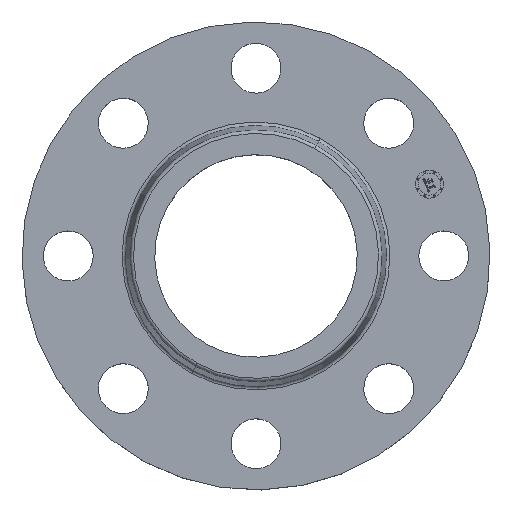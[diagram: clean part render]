
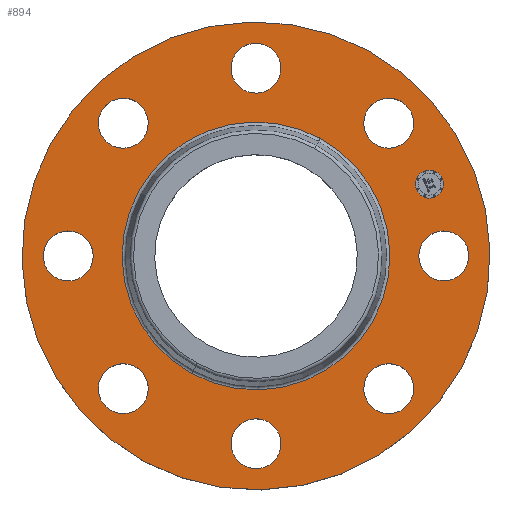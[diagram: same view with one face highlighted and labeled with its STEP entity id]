
A CAD part, top view. The second image highlights one B-rep face of the part: STEP entity #894.
In plain terms, the highlighted planar face has unit normal (0, 0, 1).
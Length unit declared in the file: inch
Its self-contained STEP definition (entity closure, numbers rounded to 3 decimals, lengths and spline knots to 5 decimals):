
#65=AXIS2_PLACEMENT_3D('Circle Axis2P3D',#63,#64,$) ;
#82=AXIS2_PLACEMENT_3D('Circle Axis2P3D',#80,#81,$) ;
#115=AXIS2_PLACEMENT_3D('Circle Axis2P3D',#113,#114,$) ;
#139=AXIS2_PLACEMENT_3D('Circle Axis2P3D',#137,#138,$) ;
#156=AXIS2_PLACEMENT_3D('Circle Axis2P3D',#154,#155,$) ;
#191=AXIS2_PLACEMENT_3D('Circle Axis2P3D',#189,#190,$) ;
#551=AXIS2_PLACEMENT_3D('Circle Axis2P3D',#549,#550,$) ;
#563=AXIS2_PLACEMENT_3D('Circle Axis2P3D',#561,#562,$) ;
#594=AXIS2_PLACEMENT_3D('Circle Axis2P3D',#592,#593,$) ;
#606=AXIS2_PLACEMENT_3D('Circle Axis2P3D',#604,#605,$) ;
#637=AXIS2_PLACEMENT_3D('Circle Axis2P3D',#635,#636,$) ;
#649=AXIS2_PLACEMENT_3D('Circle Axis2P3D',#647,#648,$) ;
#680=AXIS2_PLACEMENT_3D('Circle Axis2P3D',#678,#679,$) ;
#692=AXIS2_PLACEMENT_3D('Circle Axis2P3D',#690,#691,$) ;
#723=AXIS2_PLACEMENT_3D('Circle Axis2P3D',#721,#722,$) ;
#735=AXIS2_PLACEMENT_3D('Circle Axis2P3D',#733,#734,$) ;
#766=AXIS2_PLACEMENT_3D('Circle Axis2P3D',#764,#765,$) ;
#778=AXIS2_PLACEMENT_3D('Circle Axis2P3D',#776,#777,$) ;
#809=AXIS2_PLACEMENT_3D('Circle Axis2P3D',#807,#808,$) ;
#821=AXIS2_PLACEMENT_3D('Circle Axis2P3D',#819,#820,$) ;
#834=AXIS2_PLACEMENT_3D('Plane Axis2P3D',#831,#832,#833) ;
#878=AXIS2_PLACEMENT_3D('Circle Axis2P3D',#876,#877,$) ;
#887=AXIS2_PLACEMENT_3D('Circle Axis2P3D',#885,#886,$) ;
#46=CARTESIAN_POINT('Vertex',(2.92386,0.21095,1.06)) ;
#60=CARTESIAN_POINT('Vertex',(3.69614,-0.21095,1.06)) ;
#63=CARTESIAN_POINT('Axis2P3D Location',(3.31,0.,1.06)) ;
#80=CARTESIAN_POINT('Axis2P3D Location',(3.31,0.,1.06)) ;
#110=CARTESIAN_POINT('Vertex',(-1.97763,-3.62003,1.06)) ;
#113=CARTESIAN_POINT('Axis2P3D Location',(0.,0.,1.06)) ;
#117=CARTESIAN_POINT('Vertex',(1.97763,3.62003,1.06)) ;
#137=CARTESIAN_POINT('Axis2P3D Location',(0.,0.,1.06)) ;
#154=CARTESIAN_POINT('Axis2P3D Location',(0.,0.,1.06)) ;
#158=CARTESIAN_POINT('Vertex',(1.13161,2.0714,1.06)) ;
#160=CARTESIAN_POINT('Vertex',(-1.13161,-2.0714,1.06)) ;
#189=CARTESIAN_POINT('Axis2P3D Location',(0.,0.,1.06)) ;
#539=CARTESIAN_POINT('Vertex',(-2.21665,1.91832,1.06)) ;
#546=CARTESIAN_POINT('Vertex',(-2.4644,2.76273,1.06)) ;
#549=CARTESIAN_POINT('Axis2P3D Location',(-2.34052,2.34052,1.06)) ;
#561=CARTESIAN_POINT('Axis2P3D Location',(-2.34052,2.34052,1.06)) ;
#582=CARTESIAN_POINT('Vertex',(0.21095,-2.92386,1.06)) ;
#589=CARTESIAN_POINT('Vertex',(-0.21095,-3.69614,1.06)) ;
#592=CARTESIAN_POINT('Axis2P3D Location',(0.,-3.31,1.06)) ;
#604=CARTESIAN_POINT('Axis2P3D Location',(0.,-3.31,1.06)) ;
#625=CARTESIAN_POINT('Vertex',(-0.21095,2.92386,1.06)) ;
#632=CARTESIAN_POINT('Vertex',(0.21095,3.69614,1.06)) ;
#635=CARTESIAN_POINT('Axis2P3D Location',(0.,3.31,1.06)) ;
#647=CARTESIAN_POINT('Axis2P3D Location',(0.,3.31,1.06)) ;
#668=CARTESIAN_POINT('Vertex',(-1.91832,-2.21665,1.06)) ;
#675=CARTESIAN_POINT('Vertex',(-2.76273,-2.4644,1.06)) ;
#678=CARTESIAN_POINT('Axis2P3D Location',(-2.34052,-2.34052,1.06)) ;
#690=CARTESIAN_POINT('Axis2P3D Location',(-2.34052,-2.34052,1.06)) ;
#711=CARTESIAN_POINT('Vertex',(1.91832,2.21665,1.06)) ;
#718=CARTESIAN_POINT('Vertex',(2.76273,2.4644,1.06)) ;
#721=CARTESIAN_POINT('Axis2P3D Location',(2.34052,2.34052,1.06)) ;
#733=CARTESIAN_POINT('Axis2P3D Location',(2.34052,2.34052,1.06)) ;
#754=CARTESIAN_POINT('Vertex',(-2.92386,-0.21095,1.06)) ;
#761=CARTESIAN_POINT('Vertex',(-3.69614,0.21095,1.06)) ;
#764=CARTESIAN_POINT('Axis2P3D Location',(-3.31,0.,1.06)) ;
#776=CARTESIAN_POINT('Axis2P3D Location',(-3.31,0.,1.06)) ;
#797=CARTESIAN_POINT('Vertex',(2.21665,-1.91832,1.06)) ;
#804=CARTESIAN_POINT('Vertex',(2.4644,-2.76273,1.06)) ;
#807=CARTESIAN_POINT('Axis2P3D Location',(2.34052,-2.34052,1.06)) ;
#819=CARTESIAN_POINT('Axis2P3D Location',(2.34052,-2.34052,1.06)) ;
#831=CARTESIAN_POINT('Axis2P3D Location',(0.,4.125,1.06)) ;
#876=CARTESIAN_POINT('Axis2P3D Location',(3.05804,1.26668,1.06)) ;
#880=CARTESIAN_POINT('Vertex',(2.96333,1.49534,1.06)) ;
#882=CARTESIAN_POINT('Vertex',(3.15276,1.03802,1.06)) ;
#885=CARTESIAN_POINT('Axis2P3D Location',(3.05804,1.26668,1.06)) ;
#64=DIRECTION('Axis2P3D Direction',(0.,-0.,-0.039)) ;
#81=DIRECTION('Axis2P3D Direction',(0.,-0.,-0.039)) ;
#114=DIRECTION('Axis2P3D Direction',(0.,0.,-0.039)) ;
#138=DIRECTION('Axis2P3D Direction',(0.,0.,-0.039)) ;
#155=DIRECTION('Axis2P3D Direction',(0.,0.,-0.039)) ;
#190=DIRECTION('Axis2P3D Direction',(0.,0.,-0.039)) ;
#550=DIRECTION('Axis2P3D Direction',(0.,0.,-0.039)) ;
#562=DIRECTION('Axis2P3D Direction',(0.,0.,-0.039)) ;
#593=DIRECTION('Axis2P3D Direction',(0.,-0.,-0.039)) ;
#605=DIRECTION('Axis2P3D Direction',(0.,-0.,-0.039)) ;
#636=DIRECTION('Axis2P3D Direction',(0.,0.,-0.039)) ;
#648=DIRECTION('Axis2P3D Direction',(0.,0.,-0.039)) ;
#679=DIRECTION('Axis2P3D Direction',(-0.,0.,-0.039)) ;
#691=DIRECTION('Axis2P3D Direction',(-0.,0.,-0.039)) ;
#722=DIRECTION('Axis2P3D Direction',(0.,0.,-0.039)) ;
#734=DIRECTION('Axis2P3D Direction',(0.,0.,-0.039)) ;
#765=DIRECTION('Axis2P3D Direction',(-0.,0.,-0.039)) ;
#777=DIRECTION('Axis2P3D Direction',(-0.,0.,-0.039)) ;
#808=DIRECTION('Axis2P3D Direction',(0.,-0.,-0.039)) ;
#820=DIRECTION('Axis2P3D Direction',(0.,-0.,-0.039)) ;
#832=DIRECTION('Axis2P3D Direction',(0.,0.,-0.039)) ;
#833=DIRECTION('Axis2P3D XDirection',(0.039,0.,0.)) ;
#877=DIRECTION('Axis2P3D Direction',(0.,0.,-0.039)) ;
#886=DIRECTION('Axis2P3D Direction',(0.,0.,-0.039)) ;
#837=ORIENTED_EDGE('',*,*,#141,.F.) ;
#838=ORIENTED_EDGE('',*,*,#119,.F.) ;
#841=ORIENTED_EDGE('',*,*,#67,.T.) ;
#842=ORIENTED_EDGE('',*,*,#84,.T.) ;
#845=ORIENTED_EDGE('',*,*,#193,.T.) ;
#846=ORIENTED_EDGE('',*,*,#162,.T.) ;
#849=ORIENTED_EDGE('',*,*,#823,.T.) ;
#850=ORIENTED_EDGE('',*,*,#811,.T.) ;
#853=ORIENTED_EDGE('',*,*,#608,.T.) ;
#854=ORIENTED_EDGE('',*,*,#596,.T.) ;
#857=ORIENTED_EDGE('',*,*,#694,.T.) ;
#858=ORIENTED_EDGE('',*,*,#682,.T.) ;
#861=ORIENTED_EDGE('',*,*,#780,.T.) ;
#862=ORIENTED_EDGE('',*,*,#768,.T.) ;
#865=ORIENTED_EDGE('',*,*,#565,.T.) ;
#866=ORIENTED_EDGE('',*,*,#553,.T.) ;
#869=ORIENTED_EDGE('',*,*,#651,.T.) ;
#870=ORIENTED_EDGE('',*,*,#639,.T.) ;
#873=ORIENTED_EDGE('',*,*,#737,.T.) ;
#874=ORIENTED_EDGE('',*,*,#725,.T.) ;
#891=ORIENTED_EDGE('',*,*,#884,.T.) ;
#892=ORIENTED_EDGE('',*,*,#889,.T.) ;
#843=FACE_BOUND('',#840,.T.) ;
#847=FACE_BOUND('',#844,.T.) ;
#851=FACE_BOUND('',#848,.T.) ;
#855=FACE_BOUND('',#852,.T.) ;
#859=FACE_BOUND('',#856,.T.) ;
#863=FACE_BOUND('',#860,.T.) ;
#867=FACE_BOUND('',#864,.T.) ;
#871=FACE_BOUND('',#868,.T.) ;
#875=FACE_BOUND('',#872,.T.) ;
#893=FACE_BOUND('',#890,.T.) ;
#894=ADVANCED_FACE('PartBody',(#839,#843,#847,#851,#855,#859,#863,#867,#871,#875,#893),#835,.F.) ;
#66=CIRCLE('generated circle',#65,0.44) ;
#83=CIRCLE('generated circle',#82,0.44) ;
#116=CIRCLE('generated circle',#115,4.125) ;
#140=CIRCLE('generated circle',#139,4.125) ;
#157=CIRCLE('generated circle',#156,2.36035) ;
#192=CIRCLE('generated circle',#191,2.36035) ;
#552=CIRCLE('generated circle',#551,0.44) ;
#564=CIRCLE('generated circle',#563,0.44) ;
#595=CIRCLE('generated circle',#594,0.44) ;
#607=CIRCLE('generated circle',#606,0.44) ;
#638=CIRCLE('generated circle',#637,0.44) ;
#650=CIRCLE('generated circle',#649,0.44) ;
#681=CIRCLE('generated circle',#680,0.44) ;
#693=CIRCLE('generated circle',#692,0.44) ;
#724=CIRCLE('generated circle',#723,0.44) ;
#736=CIRCLE('generated circle',#735,0.44) ;
#767=CIRCLE('generated circle',#766,0.44) ;
#779=CIRCLE('generated circle',#778,0.44) ;
#810=CIRCLE('generated circle',#809,0.44) ;
#822=CIRCLE('generated circle',#821,0.44) ;
#879=CIRCLE('generated circle',#878,0.2475) ;
#888=CIRCLE('generated circle',#887,0.2475) ;
#67=EDGE_CURVE('',#47,#61,#66,.T.) ;
#84=EDGE_CURVE('',#61,#47,#83,.T.) ;
#119=EDGE_CURVE('',#111,#118,#116,.T.) ;
#141=EDGE_CURVE('',#118,#111,#140,.T.) ;
#162=EDGE_CURVE('',#159,#161,#157,.T.) ;
#193=EDGE_CURVE('',#161,#159,#192,.T.) ;
#553=EDGE_CURVE('',#540,#547,#552,.T.) ;
#565=EDGE_CURVE('',#547,#540,#564,.T.) ;
#596=EDGE_CURVE('',#583,#590,#595,.T.) ;
#608=EDGE_CURVE('',#590,#583,#607,.T.) ;
#639=EDGE_CURVE('',#626,#633,#638,.T.) ;
#651=EDGE_CURVE('',#633,#626,#650,.T.) ;
#682=EDGE_CURVE('',#669,#676,#681,.T.) ;
#694=EDGE_CURVE('',#676,#669,#693,.T.) ;
#725=EDGE_CURVE('',#712,#719,#724,.T.) ;
#737=EDGE_CURVE('',#719,#712,#736,.T.) ;
#768=EDGE_CURVE('',#755,#762,#767,.T.) ;
#780=EDGE_CURVE('',#762,#755,#779,.T.) ;
#811=EDGE_CURVE('',#798,#805,#810,.T.) ;
#823=EDGE_CURVE('',#805,#798,#822,.T.) ;
#884=EDGE_CURVE('',#881,#883,#879,.T.) ;
#889=EDGE_CURVE('',#883,#881,#888,.T.) ;
#836=EDGE_LOOP('',(#837,#838)) ;
#840=EDGE_LOOP('',(#841,#842)) ;
#844=EDGE_LOOP('',(#845,#846)) ;
#848=EDGE_LOOP('',(#849,#850)) ;
#852=EDGE_LOOP('',(#853,#854)) ;
#856=EDGE_LOOP('',(#857,#858)) ;
#860=EDGE_LOOP('',(#861,#862)) ;
#864=EDGE_LOOP('',(#865,#866)) ;
#868=EDGE_LOOP('',(#869,#870)) ;
#872=EDGE_LOOP('',(#873,#874)) ;
#890=EDGE_LOOP('',(#891,#892)) ;
#839=FACE_OUTER_BOUND('',#836,.T.) ;
#835=PLANE('',#834) ;
#47=VERTEX_POINT('',#46) ;
#61=VERTEX_POINT('',#60) ;
#111=VERTEX_POINT('',#110) ;
#118=VERTEX_POINT('',#117) ;
#159=VERTEX_POINT('',#158) ;
#161=VERTEX_POINT('',#160) ;
#540=VERTEX_POINT('',#539) ;
#547=VERTEX_POINT('',#546) ;
#583=VERTEX_POINT('',#582) ;
#590=VERTEX_POINT('',#589) ;
#626=VERTEX_POINT('',#625) ;
#633=VERTEX_POINT('',#632) ;
#669=VERTEX_POINT('',#668) ;
#676=VERTEX_POINT('',#675) ;
#712=VERTEX_POINT('',#711) ;
#719=VERTEX_POINT('',#718) ;
#755=VERTEX_POINT('',#754) ;
#762=VERTEX_POINT('',#761) ;
#798=VERTEX_POINT('',#797) ;
#805=VERTEX_POINT('',#804) ;
#881=VERTEX_POINT('',#880) ;
#883=VERTEX_POINT('',#882) ;
